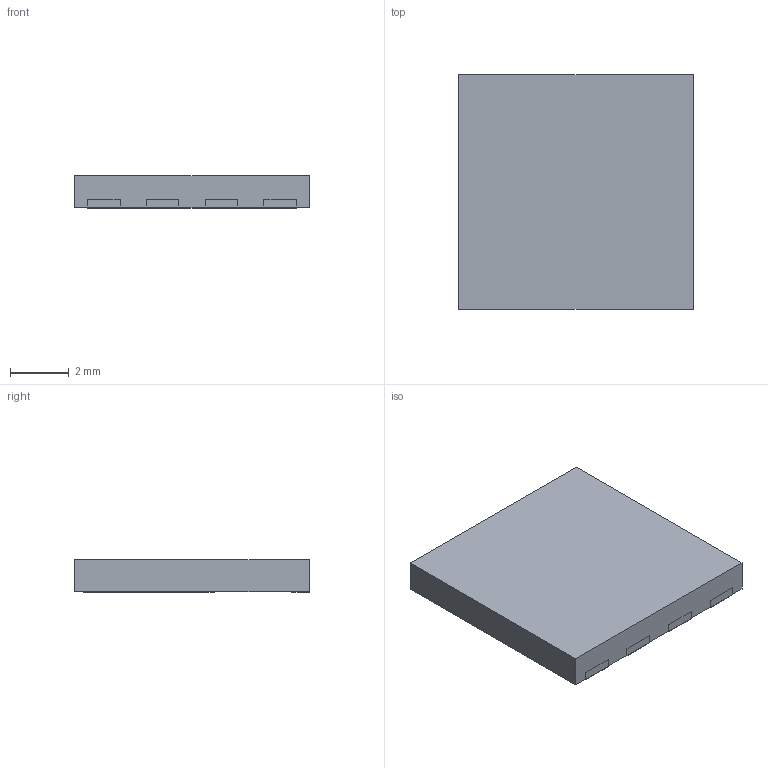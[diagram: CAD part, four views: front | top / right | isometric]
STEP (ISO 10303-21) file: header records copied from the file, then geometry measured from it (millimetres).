
FILE_DESCRIPTION (( 'STEP AP214' ), '1' );
FILE_NAME ('User Library-ThinPAK_8x8.STEP', '2018-02-13T02:29:15', ( '' ), ( '' ), 'SwSTEP 2.0', 'SolidWorks 2018', '' );
FILE_SCHEMA (( 'AUTOMOTIVE_DESIGN' ));
Length unit declared in the file: millimetre
Products named in the file (7): User Library-ThinPAK_8x8; User Library-ThinPAK_8x8_748274192; User Library-ThinPAK_8x8_Free-Models003; User Library-ThinPAK_8x8_Free-Models002; User Library-ThinPAK_8x8_Free-Models001; User Library-ThinPAK_8x8_Free-Models; User Library-ThinPAK_8x8_748274064
Assembly tree (6 placements, depth 2):
  User Library-ThinPAK_8x8
    User Library-ThinPAK_8x8_Free-Models
    User Library-ThinPAK_8x8_Free-Models001
    User Library-ThinPAK_8x8_Free-Models002
    User Library-ThinPAK_8x8_Free-Models003
    User Library-ThinPAK_8x8_748274064
    User Library-ThinPAK_8x8_748274192
Bounding box: 8 x 8 x 1.1 mm (x, y, z)
Surface area: 242.2 mm2
Topology: 6 solids, 6 shells, 36 faces, 72 edges, 48 vertices
Faces by surface type: plane 36
Entity records: 1598 total; most frequent: CARTESIAN_POINT 165, DIRECTION 162, ORIENTED_EDGE 144, VECTOR 72, LINE 72, EDGE_CURVE 72, UNCERTAINTY_MEASURE_WITH_UNIT 55, COLOUR_RGB 48
